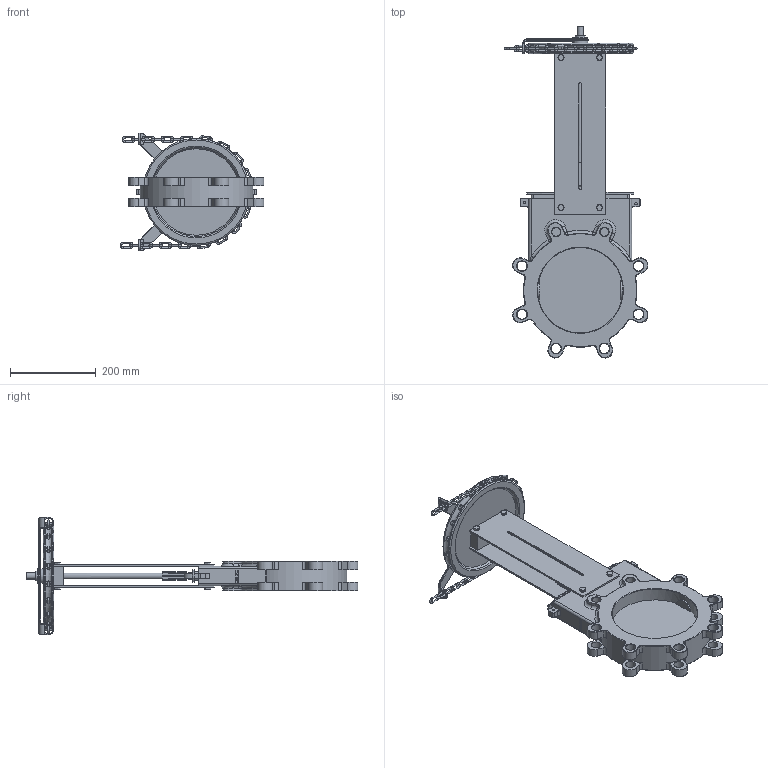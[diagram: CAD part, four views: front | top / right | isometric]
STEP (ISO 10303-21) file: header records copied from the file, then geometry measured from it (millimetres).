
FILE_DESCRIPTION(/* description */ (''),/* implementation_level */ '2;1');
FILE_NAME(/* name */ 'DN200_3D_STEP.stp',/* time_stamp */ '2024-12-01T02:30:16+03:00',/* author */ ('igorr'),/* organization */ (''),/* preprocessor_version */ 'ST-DEVELOPER v20',/* originating_system */ 'Autodesk Inventor 2025',/* authorisation */ '');
FILE_SCHEMA (('AUTOMOTIVE_DESIGN { 1 0 10303 214 3 1 1 }'));
Length unit declared in the file: millimetre
Products named in the file (4): Сборка; Деталь; Деталь2; AS 1110 - M8 x 12
Assembly tree (10 placements, depth 2):
  Сборка
    Деталь
    Деталь2
    AS 1110 - M8 x 12  x8
Bounding box: 336.76 x 776.38 x 274.97 mm (x, y, z)
Volume: 4612408.7 mm3; surface area: 816377.7 mm2
Topology: 25 solids, 25 shells, 1119 faces, 2955 edges, 1883 vertices
Faces by surface type: plane 411, cylinder 358, torus 213, cone 83, bspline 44, sphere 10
Full cylindrical faces by diameter (mm): 4 x48, 6 x2, 8 x8, 9 x8, 13 x8, 15 x2, 18 x1, 20 x6, 23 x13, 25 x2, 35 x2, 200 x2, 250 x2
Entity records: 36082 total; most frequent: CARTESIAN_POINT 10434, DIRECTION 5250, ORIENTED_EDGE 5196, EDGE_CURVE 2598, AXIS2_PLACEMENT_3D 2135, VERTEX_POINT 1673, CIRCLE 1180, EDGE_LOOP 1069
